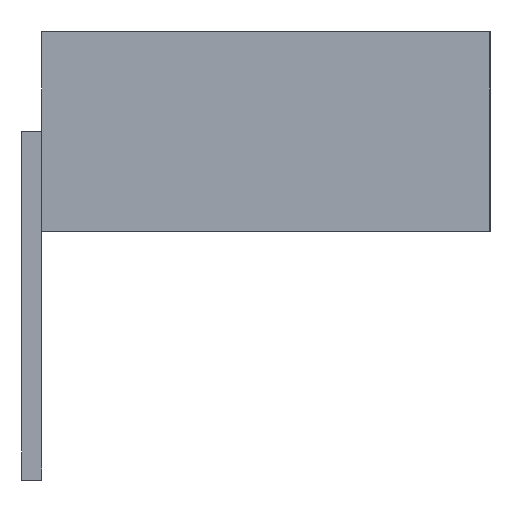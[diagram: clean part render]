
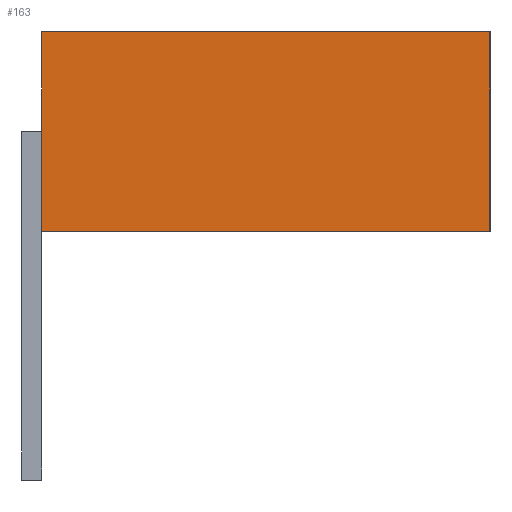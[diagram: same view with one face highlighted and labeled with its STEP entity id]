
A CAD part, left-side view. The second image highlights one B-rep face of the part: STEP entity #163.
In plain terms, the highlighted planar face has unit normal (-1, 0, 0).
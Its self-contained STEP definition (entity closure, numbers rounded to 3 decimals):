
#57 = ORIENTED_EDGE ( 'NONE', *, *, #2402, .T. ) ;
#63 = DIRECTION ( 'NONE',  ( 1., 0., 0. ) ) ;
#96 = EDGE_CURVE ( 'NONE', #2139, #939, #2718, .T. ) ;
#133 = ORIENTED_EDGE ( 'NONE', *, *, #96, .F. ) ;
#157 = VECTOR ( 'NONE', #2384, 1000. ) ;
#160 = LINE ( 'NONE', #1928, #1402 ) ;
#163 = ADVANCED_FACE ( 'NONE', ( #2049 ), #1781, .F. ) ;
#333 = DIRECTION ( 'NONE',  ( 0., 1., 0. ) ) ;
#675 = AXIS2_PLACEMENT_3D ( 'NONE', #2079, #63, #333 ) ;
#718 = DIRECTION ( 'NONE',  ( 0., -1., 0. ) ) ;
#939 = VERTEX_POINT ( 'NONE', #3377 ) ;
#1057 = VECTOR ( 'NONE', #2390, 1000. ) ;
#1402 = VECTOR ( 'NONE', #718, 1000. ) ;
#1481 = LINE ( 'NONE', #2665, #1057 ) ;
#1781 = PLANE ( 'NONE',  #675 ) ;
#1782 = CARTESIAN_POINT ( 'NONE',  ( -1., 2.25, 2. ) ) ;
#1868 = VERTEX_POINT ( 'NONE', #1930 ) ;
#1882 = ORIENTED_EDGE ( 'NONE', *, *, #3472, .F. ) ;
#1895 = CARTESIAN_POINT ( 'NONE',  ( -1., -2.25, 0. ) ) ;
#1928 = CARTESIAN_POINT ( 'NONE',  ( -1., 2.25, 0. ) ) ;
#1930 = CARTESIAN_POINT ( 'NONE',  ( -1., 2.25, 0. ) ) ;
#1950 = VECTOR ( 'NONE', #2366, 1000. ) ;
#2049 = FACE_OUTER_BOUND ( 'NONE', #2425, .T. ) ;
#2079 = CARTESIAN_POINT ( 'NONE',  ( -1., 2.25, 2. ) ) ;
#2139 = VERTEX_POINT ( 'NONE', #2437 ) ;
#2324 = VERTEX_POINT ( 'NONE', #1895 ) ;
#2366 = DIRECTION ( 'NONE',  ( 0., -1., 0. ) ) ;
#2384 = DIRECTION ( 'NONE',  ( 0., 0., -1. ) ) ;
#2390 = DIRECTION ( 'NONE',  ( 0., 0., -1. ) ) ;
#2402 = EDGE_CURVE ( 'NONE', #1868, #2324, #160, .T. ) ;
#2425 = EDGE_LOOP ( 'NONE', ( #57, #1882, #133, #3462 ) ) ;
#2437 = CARTESIAN_POINT ( 'NONE',  ( -1., 2.25, 2. ) ) ;
#2478 = LINE ( 'NONE', #1782, #157 ) ;
#2665 = CARTESIAN_POINT ( 'NONE',  ( -1., -2.25, 2. ) ) ;
#2718 = LINE ( 'NONE', #3446, #1950 ) ;
#2773 = EDGE_CURVE ( 'NONE', #2139, #1868, #2478, .T. ) ;
#3377 = CARTESIAN_POINT ( 'NONE',  ( -1., -2.25, 2. ) ) ;
#3446 = CARTESIAN_POINT ( 'NONE',  ( -1., 2.25, 2. ) ) ;
#3462 = ORIENTED_EDGE ( 'NONE', *, *, #2773, .T. ) ;
#3472 = EDGE_CURVE ( 'NONE', #939, #2324, #1481, .T. ) ;
